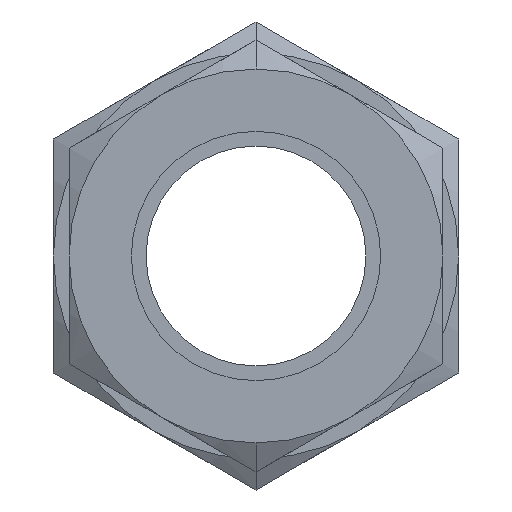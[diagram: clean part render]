
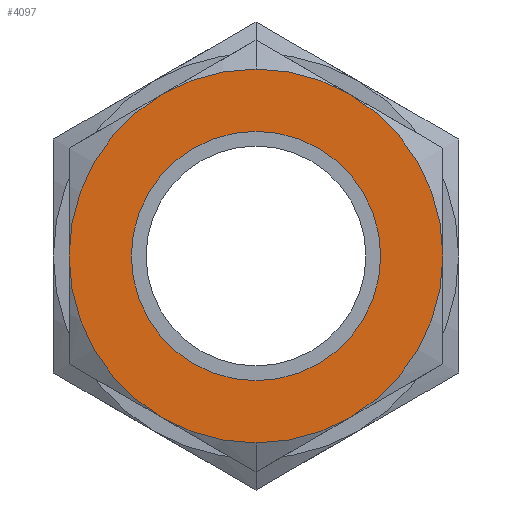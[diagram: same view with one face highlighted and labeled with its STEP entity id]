
A CAD part, left-side view. The second image highlights one B-rep face of the part: STEP entity #4097.
In plain terms, the highlighted planar face has unit normal (-1, 0, 0).
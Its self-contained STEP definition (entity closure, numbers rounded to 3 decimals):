
#92 = VERTEX_POINT ( 'NONE', #517 ) ;
#517 = CARTESIAN_POINT ( 'NONE',  ( 0., 0., -12.7 ) ) ;
#527 = VERTEX_POINT ( 'NONE', #2975 ) ;
#537 = FACE_OUTER_BOUND ( 'NONE', #8334, .T. ) ;
#1138 = DIRECTION ( 'NONE',  ( 1., 0., 0. ) ) ;
#1231 = CARTESIAN_POINT ( 'NONE',  ( 0., 0., 0. ) ) ;
#1703 = DIRECTION ( 'NONE',  ( 1., 0., 0. ) ) ;
#1885 = DIRECTION ( 'NONE',  ( 1., 0., 0. ) ) ;
#2107 = VERTEX_POINT ( 'NONE', #2441 ) ;
#2108 = AXIS2_PLACEMENT_3D ( 'NONE', #2930, #2823, #9745 ) ;
#2367 = DIRECTION ( 'NONE',  ( 1., 0., 0. ) ) ;
#2441 = CARTESIAN_POINT ( 'NONE',  ( 0., 0., 12.7 ) ) ;
#2701 = ORIENTED_EDGE ( 'NONE', *, *, #5867, .T. ) ;
#2804 = ORIENTED_EDGE ( 'NONE', *, *, #6498, .F. ) ;
#2823 = DIRECTION ( 'NONE',  ( -1., 0., 0. ) ) ;
#2930 = CARTESIAN_POINT ( 'NONE',  ( 0., 0., 9.525 ) ) ;
#2975 = CARTESIAN_POINT ( 'NONE',  ( 0., 0., -19.05 ) ) ;
#3215 = CIRCLE ( 'NONE', #5481, 12.7 ) ;
#3756 = CARTESIAN_POINT ( 'NONE',  ( 0., 0., 0. ) ) ;
#3806 = EDGE_CURVE ( 'NONE', #527, #6829, #8816, .T. ) ;
#4045 = DIRECTION ( 'NONE',  ( 0., 0., -1. ) ) ;
#4097 = ADVANCED_FACE ( 'NONE', ( #7498, #537 ), #5924, .T. ) ;
#4299 = ORIENTED_EDGE ( 'NONE', *, *, #3806, .F. ) ;
#4877 = ORIENTED_EDGE ( 'NONE', *, *, #6177, .T. ) ;
#5161 = AXIS2_PLACEMENT_3D ( 'NONE', #1231, #1885, #9010 ) ;
#5209 = CARTESIAN_POINT ( 'NONE',  ( 0., 0., 0. ) ) ;
#5405 = AXIS2_PLACEMENT_3D ( 'NONE', #5573, #1703, #4045 ) ;
#5481 = AXIS2_PLACEMENT_3D ( 'NONE', #3756, #2367, #5482 ) ;
#5482 = DIRECTION ( 'NONE',  ( 0., 0., 1. ) ) ;
#5573 = CARTESIAN_POINT ( 'NONE',  ( 0., 0., 0. ) ) ;
#5867 = EDGE_CURVE ( 'NONE', #2107, #92, #3215, .T. ) ;
#5924 = PLANE ( 'NONE',  #2108 ) ;
#6009 = EDGE_LOOP ( 'NONE', ( #4877, #2701 ) ) ;
#6177 = EDGE_CURVE ( 'NONE', #92, #2107, #6449, .T. ) ;
#6449 = CIRCLE ( 'NONE', #10036, 12.7 ) ;
#6498 = EDGE_CURVE ( 'NONE', #6829, #527, #8728, .T. ) ;
#6803 = CARTESIAN_POINT ( 'NONE',  ( 0., 0., 19.05 ) ) ;
#6829 = VERTEX_POINT ( 'NONE', #6803 ) ;
#7498 = FACE_BOUND ( 'NONE', #6009, .T. ) ;
#8162 = DIRECTION ( 'NONE',  ( 0., 0., -1. ) ) ;
#8334 = EDGE_LOOP ( 'NONE', ( #2804, #4299 ) ) ;
#8728 = CIRCLE ( 'NONE', #5161, 19.05 ) ;
#8816 = CIRCLE ( 'NONE', #5405, 19.05 ) ;
#9010 = DIRECTION ( 'NONE',  ( 0., 0., 1. ) ) ;
#9745 = DIRECTION ( 'NONE',  ( 0., 0., 1. ) ) ;
#10036 = AXIS2_PLACEMENT_3D ( 'NONE', #5209, #1138, #8162 ) ;
